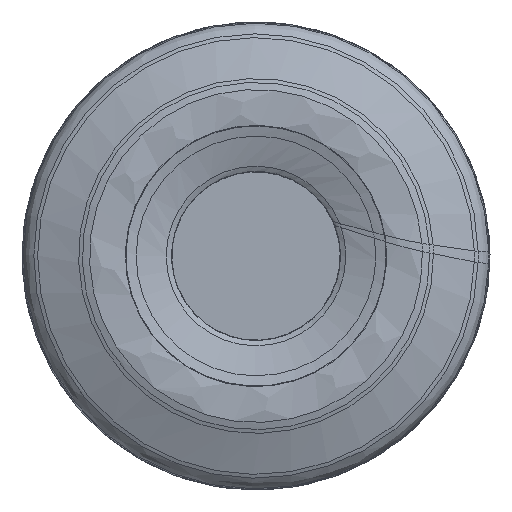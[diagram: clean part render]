
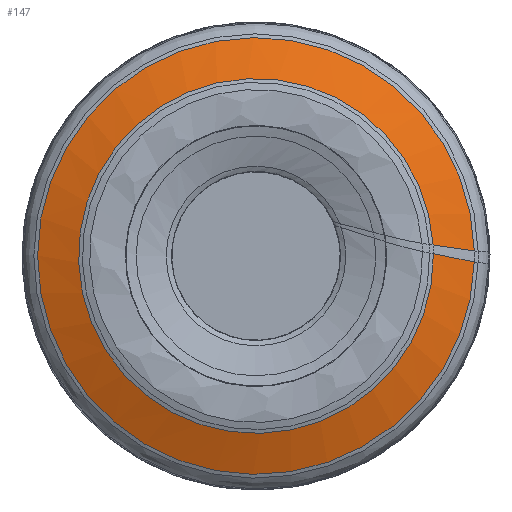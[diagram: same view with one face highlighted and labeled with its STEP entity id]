
A CAD part, left-side view. The second image highlights one B-rep face of the part: STEP entity #147.
In plain terms, the highlighted free-form (B-spline) face has degree [1, 3] with [2, 7] control points.
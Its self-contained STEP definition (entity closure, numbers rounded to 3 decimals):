
#147=ADVANCED_FACE('',(#287),#227,.F.);
#227=(
BOUNDED_SURFACE()
B_SPLINE_SURFACE(1,3,((#2187,#2188,#2189,#2190,#2191,#2192,#2193),(#2194,
#2195,#2196,#2197,#2198,#2199,#2200)),.UNSPECIFIED.,.F.,.F.,.F.)
B_SPLINE_SURFACE_WITH_KNOTS((2,2),(4,3,4),(0.,1.),(0.,0.5,1.),
 .UNSPECIFIED.)
GEOMETRIC_REPRESENTATION_ITEM()
RATIONAL_B_SPLINE_SURFACE(((1.,0.342,0.342,1.,0.342,
0.342,1.),(1.,0.342,0.342,1.,0.342,
0.342,1.)))
REPRESENTATION_ITEM('')
SURFACE()
);
#287=FACE_OUTER_BOUND('',#349,.T.);
#349=EDGE_LOOP('',(#671,#672,#673,#674));
#475=CIRCLE('',#1143,6.066);
#476=CIRCLE('',#1144,7.466);
#671=ORIENTED_EDGE('',*,*,#903,.F.);
#672=ORIENTED_EDGE('',*,*,#972,.F.);
#673=ORIENTED_EDGE('',*,*,#904,.F.);
#674=ORIENTED_EDGE('',*,*,#971,.T.);
#811=VERTEX_POINT('',#1648);
#812=VERTEX_POINT('',#1649);
#813=VERTEX_POINT('',#1661);
#814=VERTEX_POINT('',#1662);
#903=EDGE_CURVE('',#813,#811,#1021,.T.);
#904=EDGE_CURVE('',#812,#814,#1022,.T.);
#971=EDGE_CURVE('',#812,#811,#475,.T.);
#972=EDGE_CURVE('',#814,#813,#476,.T.);
#1021=LINE('',#1663,#1053);
#1022=LINE('',#1664,#1054);
#1053=VECTOR('',#1257,1.);
#1054=VECTOR('',#1258,1.);
#1143=AXIS2_PLACEMENT_3D('',#2171,#1371,#1372);
#1144=AXIS2_PLACEMENT_3D('',#2186,#1373,#1374);
#1257=DIRECTION('',(-0.348,0.928,0.134));
#1258=DIRECTION('',(0.348,-0.92,-0.18));
#1371=DIRECTION('',(1.,0.,0.));
#1372=DIRECTION('',(0.,-1.,0.012));
#1373=DIRECTION('',(1.,0.,0.));
#1374=DIRECTION('',(0.,-1.,-0.027));
#1648=CARTESIAN_POINT('',(0.217,-6.054,0.377));
#1649=CARTESIAN_POINT('',(0.217,-6.065,0.075));
#1661=CARTESIAN_POINT('',(0.746,-7.464,0.172));
#1662=CARTESIAN_POINT('',(0.746,-7.464,-0.199));
#1663=CARTESIAN_POINT('',(0.217,-6.054,0.377));
#1664=CARTESIAN_POINT('',(0.217,-6.065,0.075));
#2171=CARTESIAN_POINT('',(0.217,0.,0.));
#2186=CARTESIAN_POINT('',(0.746,0.,0.));
#2187=CARTESIAN_POINT('',(0.217,-6.065,0.075));
#2188=CARTESIAN_POINT('',(0.217,-6.213,-11.76));
#2189=CARTESIAN_POINT('',(0.217,5.62,-12.055));
#2190=CARTESIAN_POINT('',(0.217,6.062,-0.226));
#2191=CARTESIAN_POINT('',(0.217,6.503,11.602));
#2192=CARTESIAN_POINT('',(0.217,-5.319,12.19));
#2193=CARTESIAN_POINT('',(0.217,-6.054,0.377));
#2194=CARTESIAN_POINT('',(0.746,-7.464,-0.199));
#2195=CARTESIAN_POINT('',(0.746,-7.076,-14.763));
#2196=CARTESIAN_POINT('',(0.746,7.492,-14.557));
#2197=CARTESIAN_POINT('',(0.746,7.466,0.013));
#2198=CARTESIAN_POINT('',(0.746,7.441,14.583));
#2199=CARTESIAN_POINT('',(0.746,-7.129,14.738));
#2200=CARTESIAN_POINT('',(0.746,-7.464,0.172));
